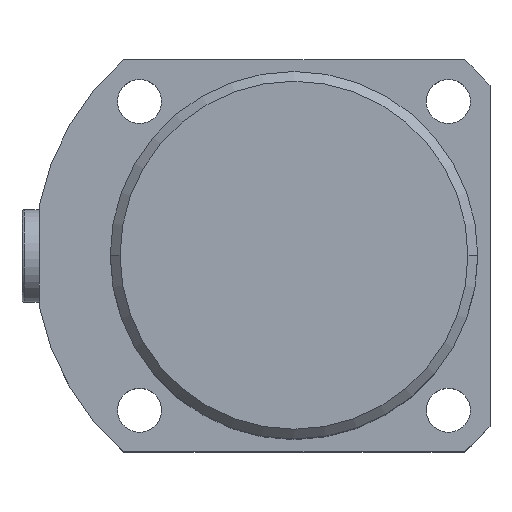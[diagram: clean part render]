
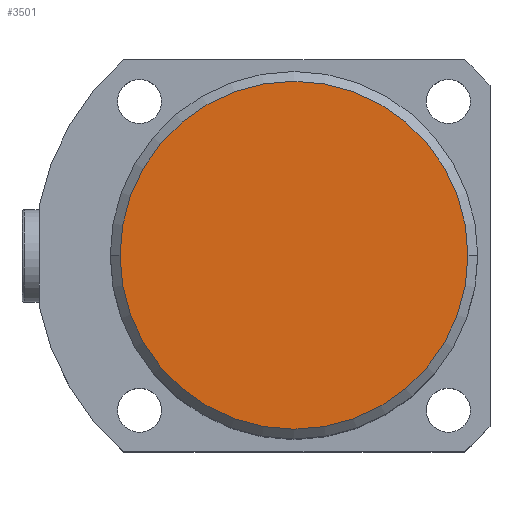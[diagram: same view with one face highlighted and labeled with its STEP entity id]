
A CAD part, top view. The second image highlights one B-rep face of the part: STEP entity #3501.
In plain terms, the highlighted planar face has unit normal (0, 0, 1).
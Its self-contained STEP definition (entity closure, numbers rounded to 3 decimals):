
#22 = AXIS2_PLACEMENT_3D ( 'NONE', #1574, #1573, #1570 ) ;
#173 = AXIS2_PLACEMENT_3D ( 'NONE', #3368, #3363, #3362 ) ;
#260 = AXIS2_PLACEMENT_3D ( 'NONE', #823, #992, #896 ) ;
#334 = EDGE_CURVE ( 'NONE', #1956, #2014, #2624, .T. ) ;
#746 = EDGE_CURVE ( 'NONE', #2014, #1956, #2770, .T. ) ;
#823 = CARTESIAN_POINT ( 'NONE',  ( 0., 0., 107. ) ) ;
#896 = DIRECTION ( 'NONE',  ( 1., 0., 0. ) ) ;
#924 = CARTESIAN_POINT ( 'NONE',  ( 35.5, 0., 107. ) ) ;
#992 = DIRECTION ( 'NONE',  ( 0., 0., 1. ) ) ;
#994 = CARTESIAN_POINT ( 'NONE',  ( -35.5, 0., 107. ) ) ;
#1570 = DIRECTION ( 'NONE',  ( 1., 0., 0. ) ) ;
#1573 = DIRECTION ( 'NONE',  ( 0., 0., 1. ) ) ;
#1574 = CARTESIAN_POINT ( 'NONE',  ( 0., 0., 107. ) ) ;
#1850 = ORIENTED_EDGE ( 'NONE', *, *, #746, .T. ) ;
#1956 = VERTEX_POINT ( 'NONE', #994 ) ;
#2014 = VERTEX_POINT ( 'NONE', #924 ) ;
#2094 = EDGE_LOOP ( 'NONE', ( #2242, #1850 ) ) ;
#2242 = ORIENTED_EDGE ( 'NONE', *, *, #334, .T. ) ;
#2396 = FACE_OUTER_BOUND ( 'NONE', #2094, .T. ) ;
#2624 = CIRCLE ( 'NONE', #260, 35.5 ) ;
#2770 = CIRCLE ( 'NONE', #22, 35.5 ) ;
#3362 = DIRECTION ( 'NONE',  ( 1., 0., 0. ) ) ;
#3363 = DIRECTION ( 'NONE',  ( 0., 0., 1. ) ) ;
#3365 = PLANE ( 'NONE',  #173 ) ;
#3368 = CARTESIAN_POINT ( 'NONE',  ( 0., 0., 107. ) ) ;
#3501 = ADVANCED_FACE ( 'NONE', ( #2396 ), #3365, .T. ) ;
